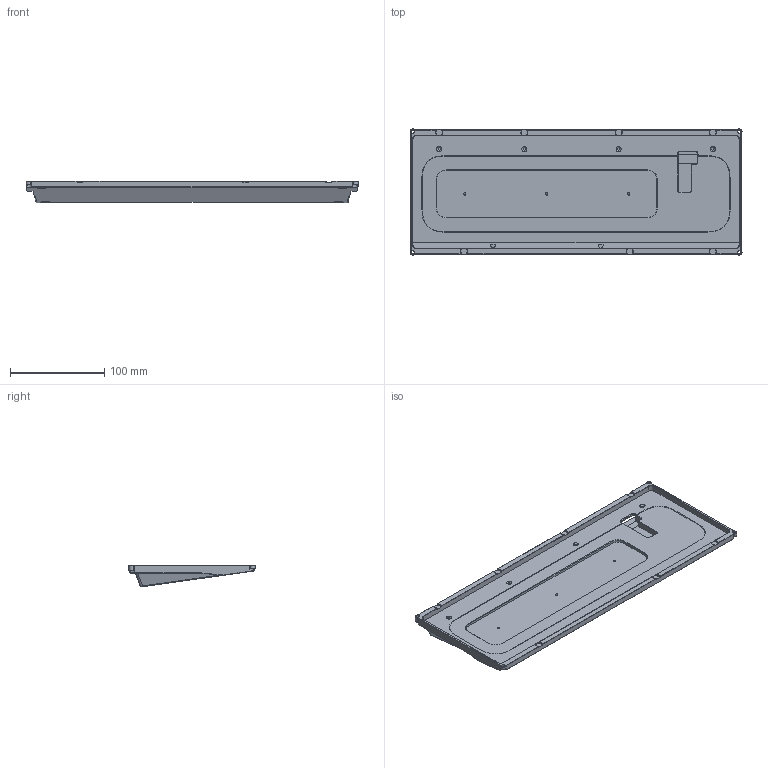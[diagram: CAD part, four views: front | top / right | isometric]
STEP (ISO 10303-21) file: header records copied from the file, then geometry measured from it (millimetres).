
FILE_DESCRIPTION(/* description */ ('','CAx-IF Rec.Pracs.---Representation and Presentation of Product Manufacturing Information (PMI)---4.0---2014-10-13'),/* implementation_level */ '2;1');
FILE_NAME(/* name */ 'Astra_bottom.step',/* time_stamp */ '2024-12-24T14:41:06+01:00',/* author */ (''),/* organization */ (''),/* preprocessor_version */ 'ST-DEVELOPER v20',/* originating_system */ 'Autodesk Translation Framework v13.20.0.188',/* authorisation */ '');
FILE_SCHEMA (('AP242_MANAGED_MODEL_BASED_3D_ENGINEERING_MIM_LF { 1 0 10303 442 1 1 4 }'));
Length unit declared in the file: millimetre
Products named in the file (2): Astra; BOTTOM
Assembly tree (1 placements, depth 2):
  Astra
    BOTTOM
Bounding box: 352.41 x 133.81 x 23.02 mm (x, y, z)
Volume: 269412.5 mm3; surface area: 119869.5 mm2
Topology: 1 solids, 1 shells, 346 faces, 869 edges, 531 vertices
Faces by surface type: cylinder 118, plane 117, cone 89, bspline 22
Full cylindrical faces by diameter (mm): 2.529 x3, 2.9 x4, 3.2 x4, 8.3 x4
Entity records: 10900 total; most frequent: CARTESIAN_POINT 2466, DIRECTION 1794, ORIENTED_EDGE 1732, EDGE_CURVE 866, AXIS2_PLACEMENT_3D 643, VERTEX_POINT 531, LINE 508, VECTOR 508
